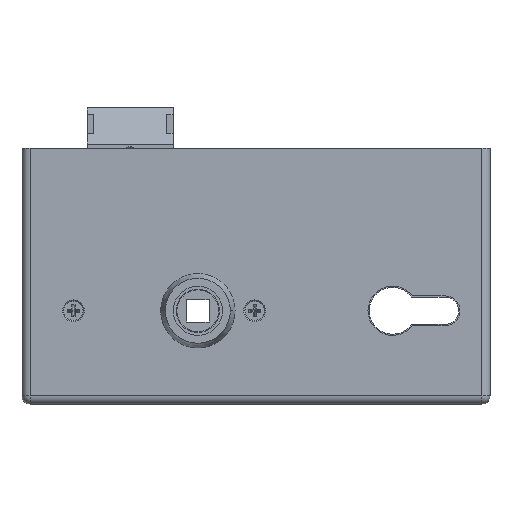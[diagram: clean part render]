
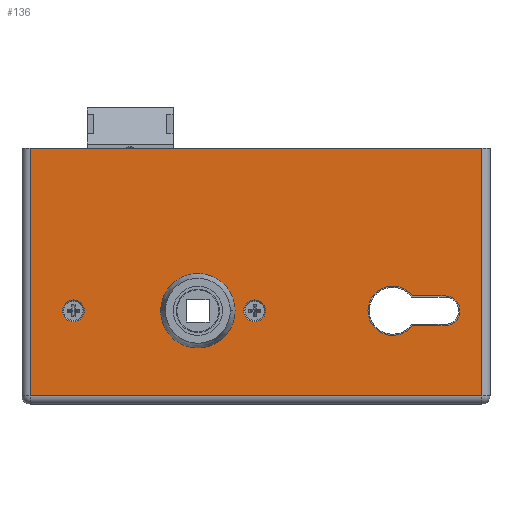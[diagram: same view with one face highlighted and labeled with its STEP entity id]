
A CAD part, left-side view. The second image highlights one B-rep face of the part: STEP entity #136.
In plain terms, the highlighted planar face has unit normal (-1, 0, 0).
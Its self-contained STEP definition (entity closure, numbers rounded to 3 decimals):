
#103 = DIRECTION ( 'NONE',  ( 0., 0., 1. ) ) ;
#136 = ADVANCED_FACE ( 'NONE', ( #3777, #11560, #14432, #949, #8465 ), #1807, .F. ) ;
#171 = EDGE_CURVE ( 'NONE', #11219, #5639, #5607, .T. ) ;
#309 = CARTESIAN_POINT ( 'NONE',  ( -25., 0.5, -12.75 ) ) ;
#949 = FACE_BOUND ( 'NONE', #7388, .T. ) ;
#1116 = LINE ( 'NONE', #17754, #18198 ) ;
#1146 = DIRECTION ( 'NONE',  ( -1., 0., 0. ) ) ;
#1472 = ORIENTED_EDGE ( 'NONE', *, *, #13749, .T. ) ;
#1479 = DIRECTION ( 'NONE',  ( 1., 0., 0. ) ) ;
#1570 = LINE ( 'NONE', #2702, #5473 ) ;
#1626 = EDGE_LOOP ( 'NONE', ( #16430, #1472, #6677, #17661, #3536 ) ) ;
#1629 = VECTOR ( 'NONE', #2363, 1000. ) ;
#1707 = DIRECTION ( 'NONE',  ( 1., 0., 0. ) ) ;
#1807 = PLANE ( 'NONE',  #8225 ) ;
#1926 = ORIENTED_EDGE ( 'NONE', *, *, #16513, .T. ) ;
#1941 = EDGE_LOOP ( 'NONE', ( #8985, #2523 ) ) ;
#2034 = DIRECTION ( 'NONE',  ( -1., 0., 0. ) ) ;
#2051 = CIRCLE ( 'NONE', #20138, 4. ) ;
#2183 = ORIENTED_EDGE ( 'NONE', *, *, #7131, .F. ) ;
#2289 = AXIS2_PLACEMENT_3D ( 'NONE', #21229, #6345, #14748 ) ;
#2306 = AXIS2_PLACEMENT_3D ( 'NONE', #11405, #1479, #7817 ) ;
#2363 = DIRECTION ( 'NONE',  ( 0., 0., -1. ) ) ;
#2523 = ORIENTED_EDGE ( 'NONE', *, *, #171, .F. ) ;
#2702 = CARTESIAN_POINT ( 'NONE',  ( -25., -69.9, -7.25 ) ) ;
#2851 = LINE ( 'NONE', #8516, #20462 ) ;
#3080 = CARTESIAN_POINT ( 'NONE',  ( -25., 0.5, -8.75 ) ) ;
#3529 = AXIS2_PLACEMENT_3D ( 'NONE', #16379, #21102, #14895 ) ;
#3536 = ORIENTED_EDGE ( 'NONE', *, *, #12263, .T. ) ;
#3550 = CARTESIAN_POINT ( 'NONE',  ( -25., -69.9, -7.25 ) ) ;
#3739 = AXIS2_PLACEMENT_3D ( 'NONE', #309, #2034, #103 ) ;
#3777 = FACE_BOUND ( 'NONE', #1941, .T. ) ;
#4092 = CARTESIAN_POINT ( 'NONE',  ( -25., 83.5, 47.25 ) ) ;
#4311 = CIRCLE ( 'NONE', #17824, 5.5 ) ;
#4348 = CARTESIAN_POINT ( 'NONE',  ( -25., -57.75, -7.25 ) ) ;
#4461 = CARTESIAN_POINT ( 'NONE',  ( -25., -69.9, -12.75 ) ) ;
#4707 = EDGE_CURVE ( 'NONE', #5563, #15191, #2851, .T. ) ;
#4847 = VERTEX_POINT ( 'NONE', #20428 ) ;
#4866 = DIRECTION ( 'NONE',  ( 0., -1., 0. ) ) ;
#4875 = VERTEX_POINT ( 'NONE', #7430 ) ;
#4930 = DIRECTION ( 'NONE',  ( 0., 0., 1. ) ) ;
#4959 = CARTESIAN_POINT ( 'NONE',  ( -25., 83.5, 47.25 ) ) ;
#5228 = EDGE_LOOP ( 'NONE', ( #9938, #15297 ) ) ;
#5382 = CIRCLE ( 'NONE', #15747, 9.1 ) ;
#5473 = VECTOR ( 'NONE', #6036, 1000. ) ;
#5563 = VERTEX_POINT ( 'NONE', #16043 ) ;
#5607 = CIRCLE ( 'NONE', #3739, 4. ) ;
#5639 = VERTEX_POINT ( 'NONE', #3080 ) ;
#5694 = VERTEX_POINT ( 'NONE', #9990 ) ;
#6036 = DIRECTION ( 'NONE',  ( 0., -1., 0. ) ) ;
#6148 = DIRECTION ( 'NONE',  ( 0., 0., 1. ) ) ;
#6310 = LINE ( 'NONE', #4092, #1629 ) ;
#6345 = DIRECTION ( 'NONE',  ( 1., 0., 0. ) ) ;
#6366 = CARTESIAN_POINT ( 'NONE',  ( -25., 86.5, -44.25 ) ) ;
#6457 = AXIS2_PLACEMENT_3D ( 'NONE', #19308, #1146, #6148 ) ;
#6506 = EDGE_LOOP ( 'NONE', ( #17110, #10526, #2183, #12207 ) ) ;
#6622 = DIRECTION ( 'NONE',  ( -1., 0., 0. ) ) ;
#6677 = ORIENTED_EDGE ( 'NONE', *, *, #4707, .T. ) ;
#6772 = CARTESIAN_POINT ( 'NONE',  ( -25., -83.5, 47.25 ) ) ;
#6980 = CARTESIAN_POINT ( 'NONE',  ( -25., 86.5, 47.25 ) ) ;
#7060 = VERTEX_POINT ( 'NONE', #20940 ) ;
#7131 = EDGE_CURVE ( 'NONE', #12037, #19096, #1116, .T. ) ;
#7248 = EDGE_CURVE ( 'NONE', #7060, #19096, #12394, .T. ) ;
#7373 = VERTEX_POINT ( 'NONE', #14874 ) ;
#7388 = EDGE_LOOP ( 'NONE', ( #16244, #1926 ) ) ;
#7430 = CARTESIAN_POINT ( 'NONE',  ( -25., 67.5, -8.75 ) ) ;
#7817 = DIRECTION ( 'NONE',  ( 0., 1., 0. ) ) ;
#7889 = VERTEX_POINT ( 'NONE', #20396 ) ;
#7990 = EDGE_CURVE ( 'NONE', #12037, #4847, #6310, .T. ) ;
#8225 = AXIS2_PLACEMENT_3D ( 'NONE', #6980, #18329, #15311 ) ;
#8465 = FACE_OUTER_BOUND ( 'NONE', #6506, .T. ) ;
#8516 = CARTESIAN_POINT ( 'NONE',  ( -25., -57.75, -18.25 ) ) ;
#8985 = ORIENTED_EDGE ( 'NONE', *, *, #13777, .F. ) ;
#9097 = DIRECTION ( 'NONE',  ( 1., 0., 0. ) ) ;
#9263 = CIRCLE ( 'NONE', #6457, 4. ) ;
#9412 = DIRECTION ( 'NONE',  ( 0., 1., 0. ) ) ;
#9817 = CARTESIAN_POINT ( 'NONE',  ( -25., 67.5, -12.75 ) ) ;
#9938 = ORIENTED_EDGE ( 'NONE', *, *, #15480, .F. ) ;
#9990 = CARTESIAN_POINT ( 'NONE',  ( -25., 67.5, -16.75 ) ) ;
#10414 = EDGE_CURVE ( 'NONE', #4847, #7060, #15814, .T. ) ;
#10526 = ORIENTED_EDGE ( 'NONE', *, *, #7248, .T. ) ;
#10625 = EDGE_CURVE ( 'NONE', #5694, #4875, #2051, .T. ) ;
#11219 = VERTEX_POINT ( 'NONE', #18641 ) ;
#11254 = CARTESIAN_POINT ( 'NONE',  ( -25., -83.5, 47.25 ) ) ;
#11405 = CARTESIAN_POINT ( 'NONE',  ( -25., 21.5, -12.75 ) ) ;
#11424 = DIRECTION ( 'NONE',  ( 0., 1., 0. ) ) ;
#11560 = FACE_BOUND ( 'NONE', #5228, .T. ) ;
#12037 = VERTEX_POINT ( 'NONE', #4959 ) ;
#12207 = ORIENTED_EDGE ( 'NONE', *, *, #7990, .T. ) ;
#12250 = DIRECTION ( 'NONE',  ( 0., 1., 0. ) ) ;
#12263 = EDGE_CURVE ( 'NONE', #7889, #19311, #5382, .T. ) ;
#12273 = VECTOR ( 'NONE', #14577, 1000. ) ;
#12394 = LINE ( 'NONE', #11254, #12273 ) ;
#12535 = VERTEX_POINT ( 'NONE', #14451 ) ;
#13489 = DIRECTION ( 'NONE',  ( 0., 1., 0. ) ) ;
#13606 = CIRCLE ( 'NONE', #3529, 4. ) ;
#13749 = EDGE_CURVE ( 'NONE', #20560, #5563, #4311, .T. ) ;
#13777 = EDGE_CURVE ( 'NONE', #5639, #11219, #9263, .T. ) ;
#13891 = CIRCLE ( 'NONE', #20186, 10.25 ) ;
#13947 = EDGE_CURVE ( 'NONE', #15191, #7889, #18832, .T. ) ;
#14432 = FACE_BOUND ( 'NONE', #1626, .T. ) ;
#14451 = CARTESIAN_POINT ( 'NONE',  ( -25., 11.25, -12.75 ) ) ;
#14577 = DIRECTION ( 'NONE',  ( 0., 0., 1. ) ) ;
#14616 = DIRECTION ( 'NONE',  ( 0., -1., 0. ) ) ;
#14748 = DIRECTION ( 'NONE',  ( 0., 1., 0. ) ) ;
#14874 = CARTESIAN_POINT ( 'NONE',  ( -25., 31.75, -12.75 ) ) ;
#14895 = DIRECTION ( 'NONE',  ( 0., 0., 1. ) ) ;
#14944 = EDGE_CURVE ( 'NONE', #7373, #12535, #13891, .T. ) ;
#15191 = VERTEX_POINT ( 'NONE', #20098 ) ;
#15297 = ORIENTED_EDGE ( 'NONE', *, *, #10625, .F. ) ;
#15311 = DIRECTION ( 'NONE',  ( 0., 1., 0. ) ) ;
#15480 = EDGE_CURVE ( 'NONE', #4875, #5694, #13606, .T. ) ;
#15747 = AXIS2_PLACEMENT_3D ( 'NONE', #17541, #9097, #12250 ) ;
#15814 = LINE ( 'NONE', #6366, #16059 ) ;
#15955 = EDGE_CURVE ( 'NONE', #19311, #20560, #1570, .T. ) ;
#16043 = CARTESIAN_POINT ( 'NONE',  ( -25., -69.9, -18.25 ) ) ;
#16059 = VECTOR ( 'NONE', #14616, 1000. ) ;
#16244 = ORIENTED_EDGE ( 'NONE', *, *, #14944, .T. ) ;
#16379 = CARTESIAN_POINT ( 'NONE',  ( -25., 67.5, -12.75 ) ) ;
#16430 = ORIENTED_EDGE ( 'NONE', *, *, #15955, .T. ) ;
#16513 = EDGE_CURVE ( 'NONE', #12535, #7373, #16850, .T. ) ;
#16548 = CARTESIAN_POINT ( 'NONE',  ( -25., 21.5, -12.75 ) ) ;
#16850 = CIRCLE ( 'NONE', #2306, 10.25 ) ;
#17110 = ORIENTED_EDGE ( 'NONE', *, *, #10414, .T. ) ;
#17541 = CARTESIAN_POINT ( 'NONE',  ( -25., -50.5, -12.75 ) ) ;
#17661 = ORIENTED_EDGE ( 'NONE', *, *, #13947, .T. ) ;
#17754 = CARTESIAN_POINT ( 'NONE',  ( -25., 86.5, 47.25 ) ) ;
#17824 = AXIS2_PLACEMENT_3D ( 'NONE', #4461, #19518, #9412 ) ;
#18198 = VECTOR ( 'NONE', #4866, 1000. ) ;
#18329 = DIRECTION ( 'NONE',  ( 1., 0., 0. ) ) ;
#18641 = CARTESIAN_POINT ( 'NONE',  ( -25., 0.5, -16.75 ) ) ;
#18832 = CIRCLE ( 'NONE', #2289, 9.1 ) ;
#19096 = VERTEX_POINT ( 'NONE', #6772 ) ;
#19308 = CARTESIAN_POINT ( 'NONE',  ( -25., 0.5, -12.75 ) ) ;
#19311 = VERTEX_POINT ( 'NONE', #4348 ) ;
#19518 = DIRECTION ( 'NONE',  ( 1., 0., 0. ) ) ;
#20098 = CARTESIAN_POINT ( 'NONE',  ( -25., -57.75, -18.25 ) ) ;
#20138 = AXIS2_PLACEMENT_3D ( 'NONE', #9817, #6622, #4930 ) ;
#20186 = AXIS2_PLACEMENT_3D ( 'NONE', #16548, #1707, #11424 ) ;
#20396 = CARTESIAN_POINT ( 'NONE',  ( -25., -41.4, -12.75 ) ) ;
#20428 = CARTESIAN_POINT ( 'NONE',  ( -25., 83.5, -44.25 ) ) ;
#20462 = VECTOR ( 'NONE', #13489, 1000. ) ;
#20560 = VERTEX_POINT ( 'NONE', #3550 ) ;
#20940 = CARTESIAN_POINT ( 'NONE',  ( -25., -83.5, -44.25 ) ) ;
#21102 = DIRECTION ( 'NONE',  ( -1., 0., 0. ) ) ;
#21229 = CARTESIAN_POINT ( 'NONE',  ( -25., -50.5, -12.75 ) ) ;
